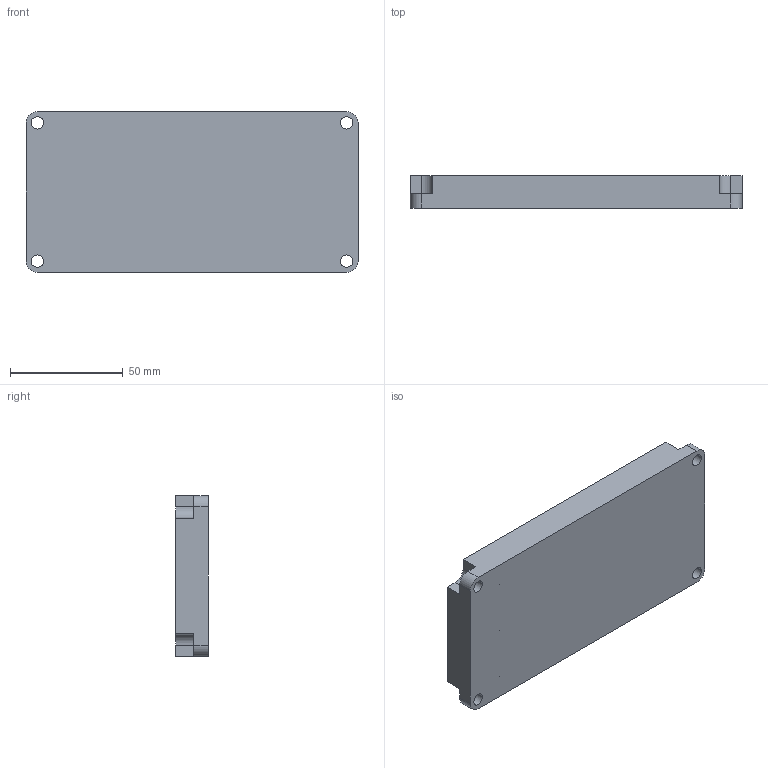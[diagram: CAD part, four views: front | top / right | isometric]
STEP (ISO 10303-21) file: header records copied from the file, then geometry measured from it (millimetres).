
FILE_DESCRIPTION((''),'2;1');
FILE_NAME('ANT_OSNOVANIE','2019-03-01T',('AkopovAA'),(''),'PRO/ENGINEER BY PARAMETRIC TECHNOLOGY CORPORATION, 2010280','PRO/ENGINEER BY PARAMETRIC TECHNOLOGY CORPORATION, 2010280','');
FILE_SCHEMA(('CONFIG_CONTROL_DESIGN','SHAPE_APPEARANCE_LAYERS_GROUPS'));
Length unit declared in the file: millimetre
Products named in the file (1): ANT_OSNOVANIE
Bounding box: 147.4 x 14.5 x 71.4 mm (x, y, z)
Volume: 72271 mm3; surface area: 33701.1 mm2
Topology: 1 solids, 16 shells, 486 faces, 1315 edges, 861 vertices
Faces by surface type: plane 186, extrusion 168, cylinder 100, cone 32
Entity records: 19844 total; most frequent: CARTESIAN_POINT 3964, ORIENTED_EDGE 2510, DIRECTION 1987, PRESENTATION_STYLE_ASSIGNMENT 1319, STYLED_ITEM 1301, CURVE_STYLE 1285, EDGE_CURVE 1285, VECTOR 885
